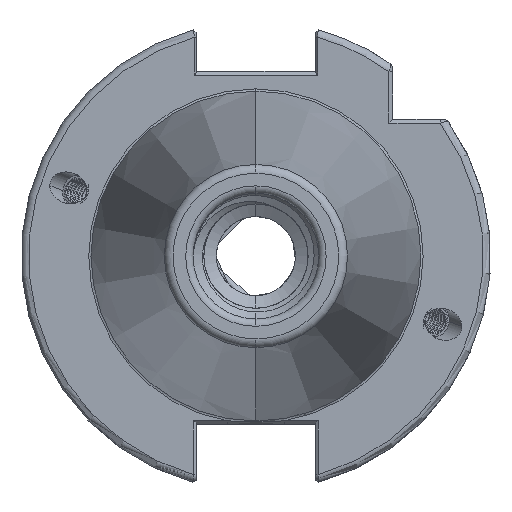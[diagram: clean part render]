
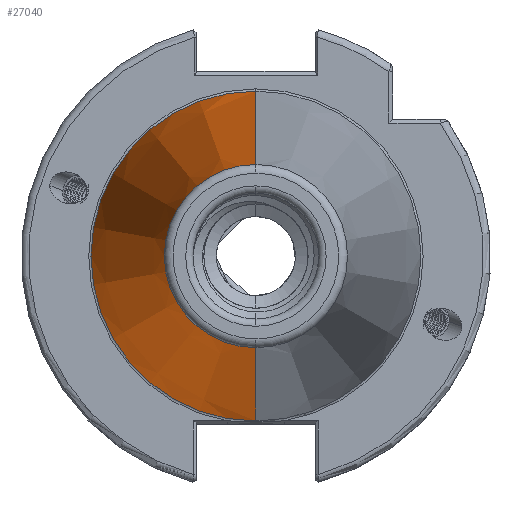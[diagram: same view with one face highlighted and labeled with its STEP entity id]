
A CAD part, left-side view. The second image highlights one B-rep face of the part: STEP entity #27040.
In plain terms, the highlighted conical face has half-angle 8.297 degrees and reference radius 22.692 mm.
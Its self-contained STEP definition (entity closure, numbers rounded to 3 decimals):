
#2264 = VERTEX_POINT ( 'NONE', #24066 ) ;
#2299 = CARTESIAN_POINT ( 'NONE',  ( -70.573, 0., 12.4 ) ) ;
#2315 = CARTESIAN_POINT ( 'NONE',  ( -70.573, 0., -12.4 ) ) ;
#2332 = VERTEX_POINT ( 'NONE', #24133 ) ;
#5483 = CARTESIAN_POINT ( 'NONE',  ( 0., 0., 0. ) ) ;
#5519 = DIRECTION ( 'NONE',  ( 0., 0., -1. ) ) ;
#5552 = DIRECTION ( 'NONE',  ( 1., 0., 0. ) ) ;
#9346 = DIRECTION ( 'NONE',  ( 1., 0., 0. ) ) ;
#9357 = CARTESIAN_POINT ( 'NONE',  ( -2.5, 0., 0. ) ) ;
#9369 = DIRECTION ( 'NONE',  ( 0., 0., -1. ) ) ;
#9489 = FACE_OUTER_BOUND ( 'NONE', #26841, .T. ) ;
#9513 = CONICAL_SURFACE ( 'NONE', #12588, 22.692, 0.145 ) ;
#9904 = CIRCLE ( 'NONE', #12508, 22.327 ) ;
#12251 = CARTESIAN_POINT ( 'NONE',  ( 0., 0., -22.692 ) ) ;
#12277 = DIRECTION ( 'NONE',  ( 0.99, 0., -0.144 ) ) ;
#12508 = AXIS2_PLACEMENT_3D ( 'NONE', #9357, #9346, #9369 ) ;
#12588 = AXIS2_PLACEMENT_3D ( 'NONE', #5483, #5552, #5519 ) ;
#12771 = DIRECTION ( 'NONE',  ( 1., 0., 0. ) ) ;
#12772 = DIRECTION ( 'NONE',  ( 0., 0., 1. ) ) ;
#12791 = CARTESIAN_POINT ( 'NONE',  ( -70.573, 0., 0. ) ) ;
#12983 = CARTESIAN_POINT ( 'NONE',  ( 0., 0., 22.692 ) ) ;
#12988 = DIRECTION ( 'NONE',  ( 0.99, 0., 0.144 ) ) ;
#17582 = CIRCLE ( 'NONE', #24830, 12.4 ) ;
#17618 = LINE ( 'NONE', #12251, #17661 ) ;
#17632 = LINE ( 'NONE', #12983, #17633 ) ;
#17633 = VECTOR ( 'NONE', #12988, 1000. ) ;
#17661 = VECTOR ( 'NONE', #12277, 1000. ) ;
#24066 = CARTESIAN_POINT ( 'NONE',  ( -2.5, 0., 22.327 ) ) ;
#24133 = CARTESIAN_POINT ( 'NONE',  ( -2.5, 0., -22.327 ) ) ;
#24830 = AXIS2_PLACEMENT_3D ( 'NONE', #12791, #12771, #12772 ) ;
#25415 = ORIENTED_EDGE ( 'NONE', *, *, #26583, .F. ) ;
#25427 = ORIENTED_EDGE ( 'NONE', *, *, #26744, .F. ) ;
#25430 = ORIENTED_EDGE ( 'NONE', *, *, #26552, .T. ) ;
#25465 = ORIENTED_EDGE ( 'NONE', *, *, #26530, .T. ) ;
#26530 = EDGE_CURVE ( 'NONE', #27865, #27864, #17582, .T. ) ;
#26552 = EDGE_CURVE ( 'NONE', #27864, #2264, #17632, .T. ) ;
#26583 = EDGE_CURVE ( 'NONE', #27865, #2332, #17618, .T. ) ;
#26744 = EDGE_CURVE ( 'NONE', #2332, #2264, #9904, .T. ) ;
#26841 = EDGE_LOOP ( 'NONE', ( #25465, #25430, #25427, #25415 ) ) ;
#27040 = ADVANCED_FACE ( 'NONE', ( #9489 ), #9513, .T. ) ;
#27864 = VERTEX_POINT ( 'NONE', #2299 ) ;
#27865 = VERTEX_POINT ( 'NONE', #2315 ) ;
